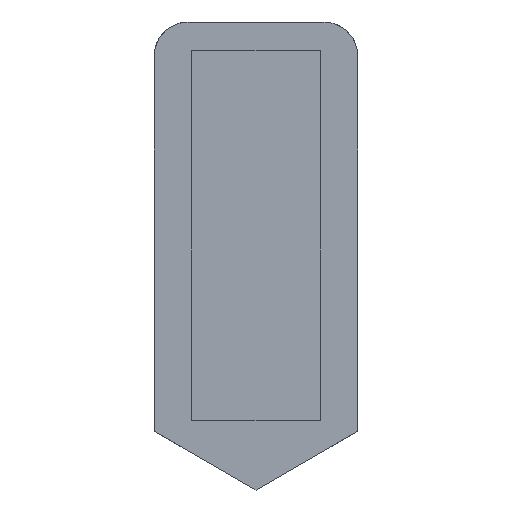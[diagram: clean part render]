
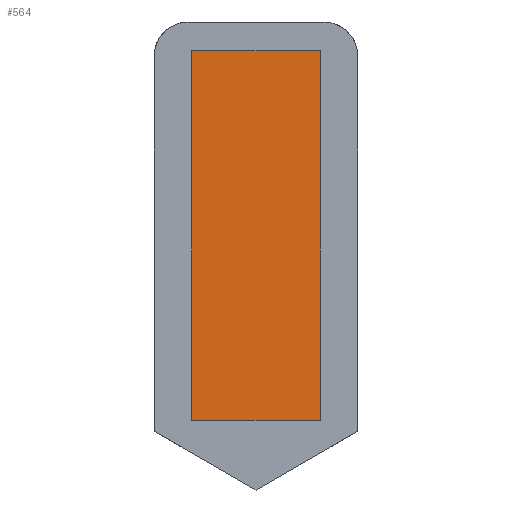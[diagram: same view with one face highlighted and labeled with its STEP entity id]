
A CAD part, front view. The second image highlights one B-rep face of the part: STEP entity #564.
In plain terms, the highlighted planar face has unit normal (0, -1, 0).
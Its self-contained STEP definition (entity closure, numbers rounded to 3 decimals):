
#63=FACE_OUTER_BOUND('',#94,.T.);
#94=EDGE_LOOP('',(#407,#408,#409,#410));
#119=LINE('',#785,#186);
#123=LINE('',#794,#190);
#134=LINE('',#818,#201);
#135=LINE('',#820,#202);
#186=VECTOR('',#636,3.8);
#190=VECTOR('',#642,3.8);
#201=VECTOR('',#661,10.9);
#202=VECTOR('',#664,10.9);
#253=VERTEX_POINT('',#783);
#254=VERTEX_POINT('',#784);
#257=VERTEX_POINT('',#792);
#258=VERTEX_POINT('',#793);
#303=EDGE_CURVE('',#253,#254,#119,.T.);
#307=EDGE_CURVE('',#257,#258,#123,.T.);
#320=EDGE_CURVE('',#254,#257,#134,.T.);
#321=EDGE_CURVE('',#258,#253,#135,.T.);
#407=ORIENTED_EDGE('',*,*,#321,.F.);
#408=ORIENTED_EDGE('',*,*,#307,.F.);
#409=ORIENTED_EDGE('',*,*,#320,.F.);
#410=ORIENTED_EDGE('',*,*,#303,.F.);
#539=PLANE('',#599);
#564=ADVANCED_FACE('',(#63),#539,.F.);
#599=AXIS2_PLACEMENT_3D('',#821,#665,#666);
#636=DIRECTION('',(-1.,0.,0.));
#642=DIRECTION('',(1.,0.,0.));
#661=DIRECTION('',(0.,0.,1.));
#664=DIRECTION('',(0.,0.,-1.));
#665=DIRECTION('center_axis',(0.,1.,0.));
#666=DIRECTION('ref_axis',(0.,0.,1.));
#783=CARTESIAN_POINT('',(4.9,-1.25,2.055));
#784=CARTESIAN_POINT('',(1.1,-1.25,2.055));
#785=CARTESIAN_POINT('',(4.9,-1.25,2.055));
#792=CARTESIAN_POINT('',(1.1,-1.25,12.955));
#793=CARTESIAN_POINT('',(4.9,-1.25,12.955));
#794=CARTESIAN_POINT('',(1.1,-1.25,12.955));
#818=CARTESIAN_POINT('',(1.1,-1.25,2.055));
#820=CARTESIAN_POINT('',(4.9,-1.25,12.955));
#821=CARTESIAN_POINT('Origin',(3.,-1.25,12.505));
